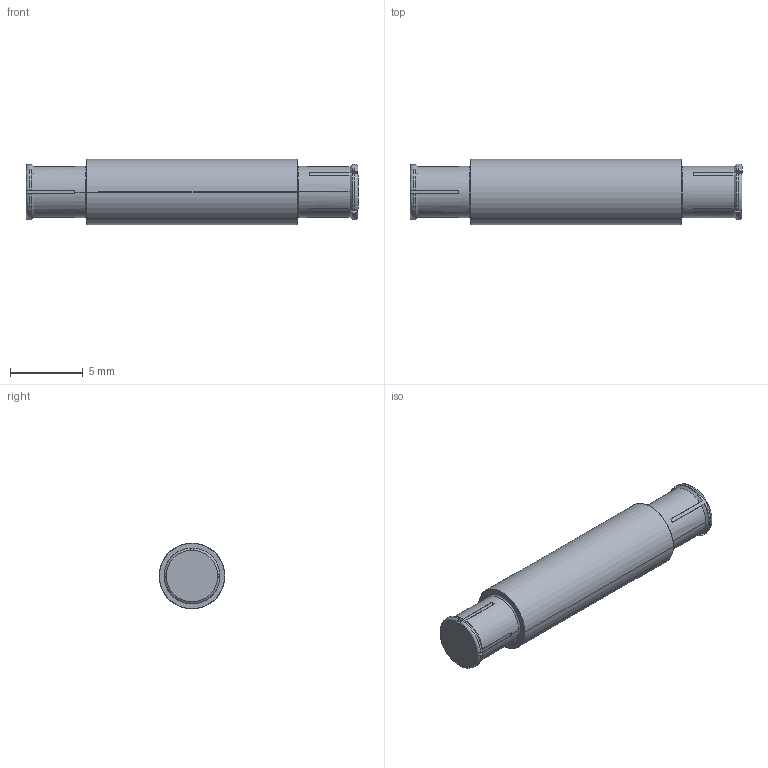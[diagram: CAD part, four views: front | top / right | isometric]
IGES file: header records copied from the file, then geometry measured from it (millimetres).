
Start section: SolidWorks IGES file using analytic representation for surfaces
Global section: file name: R222.M40.107.IGS; native system: SolidWorks 2014; preprocessor: SolidWorks 2014; author: zhang_e; date: 160114.111145; units: inch
Bounding box: 22.86 x 4.5 x 4.5 mm (x, y, z)
Surface area: 335 mm2 (no closed solid volume)
Topology: 0 solids, 0 shells, 83 faces, 697 edges, 697 vertices
Faces by surface type: bspline 50, revolution 33
